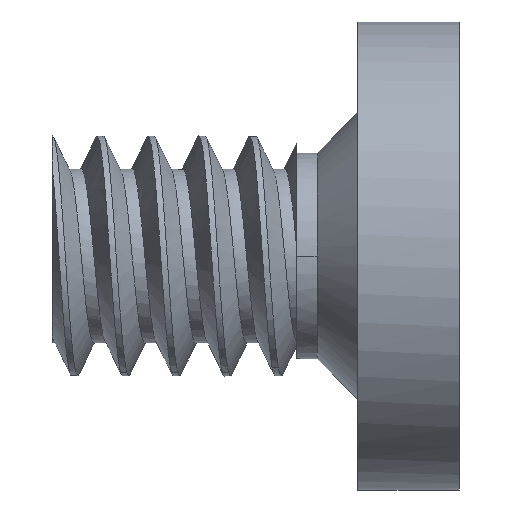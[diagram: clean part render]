
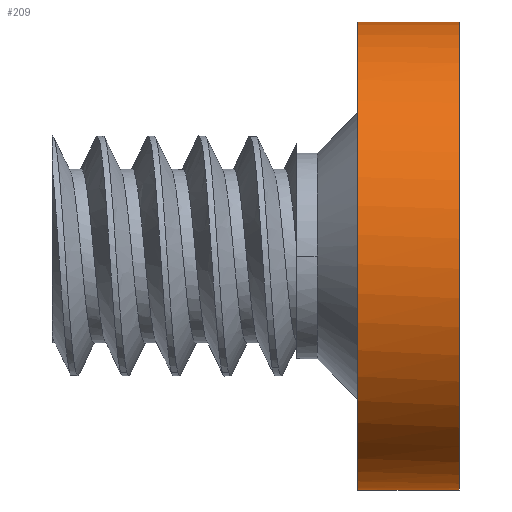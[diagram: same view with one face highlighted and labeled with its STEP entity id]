
A CAD part, left-side view. The second image highlights one B-rep face of the part: STEP entity #209.
In plain terms, the highlighted cylindrical face has radius 1.15 mm (diameter 2.3 mm), a partial arc.
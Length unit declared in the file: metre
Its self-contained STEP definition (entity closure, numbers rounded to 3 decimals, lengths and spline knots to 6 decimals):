
#209 = ADVANCED_FACE( '', ( #301 ), #302, .T. );
#301 = FACE_OUTER_BOUND( '', #1254, .T. );
#302 = CYLINDRICAL_SURFACE( '', #1255, 0.00115 );
#1254 = EDGE_LOOP( '', ( #1522, #1523, #1524, #1525 ) );
#1255 = AXIS2_PLACEMENT_3D( '', #1526, #1527, #1528 );
#1522 = ORIENTED_EDGE( '', *, *, #1644, .F. );
#1523 = ORIENTED_EDGE( '', *, *, #1640, .T. );
#1524 = ORIENTED_EDGE( '', *, *, #1646, .T. );
#1525 = ORIENTED_EDGE( '', *, *, #1734, .F. );
#1526 = CARTESIAN_POINT( '', ( 0.02491, -0.000653, 0. ) );
#1527 = DIRECTION( '', ( 0., -1., 0. ) );
#1528 = DIRECTION( '', ( 0., 0., -1. ) );
#1640 = EDGE_CURVE( '', #1760, #1761, #1762, .T. );
#1644 = EDGE_CURVE( '', #1760, #1768, #1769, .T. );
#1646 = EDGE_CURVE( '', #1761, #1770, #1772, .T. );
#1734 = EDGE_CURVE( '', #1768, #1770, #1921, .T. );
#1760 = VERTEX_POINT( '', #1959 );
#1761 = VERTEX_POINT( '', #1960 );
#1762 = B_SPLINE_CURVE_WITH_KNOTS( '', 3, ( #1961, #1962, #1963, #1964, #1965, #1966, #1967, #1968, #1969, #1970, #1971, #1972, #1973, #1974, #1975, #1976, #1977, #1978 ), .UNSPECIFIED., .F., .F., ( 4, 2, 2, 2, 2, 2, 2, 2, 4 ), ( 0., 0.125, 0.25, 0.375, 0.5, 0.625, 0.75, 0.875, 1. ), .UNSPECIFIED. );
#1768 = VERTEX_POINT( '', #2011 );
#1769 = LINE( '', #2012, #2013 );
#1770 = VERTEX_POINT( '', #2014 );
#1772 = LINE( '', #2032, #2033 );
#1921 = B_SPLINE_CURVE_WITH_KNOTS( '', 2, ( #2774, #2775, #2776, #2777, #2778, #2779, #2780, #2781, #2782, #2783, #2784, #2785, #2786, #2787, #2788, #2789, #2790 ), .UNSPECIFIED., .F., .F., ( 3, 2, 2, 2, 2, 2, 2, 2, 3 ), ( 0., 0.125, 0.25, 0.375, 0.5, 0.625, 0.75, 0.875, 1. ), .UNSPECIFIED. );
#1959 = CARTESIAN_POINT( '', ( 0.02491, -0.000153, 0.00115 ) );
#1960 = CARTESIAN_POINT( '', ( 0.02491, -0.000153, -0.00115 ) );
#1961 = CARTESIAN_POINT( '', ( 0.02491, -0.000153, 0.00115 ) );
#1962 = CARTESIAN_POINT( '', ( 0.024759, -0.000153, 0.00115 ) );
#1963 = CARTESIAN_POINT( '', ( 0.024609, -0.000153, 0.00112 ) );
#1964 = CARTESIAN_POINT( '', ( 0.024331, -0.000153, 0.001005 ) );
#1965 = CARTESIAN_POINT( '', ( 0.024203, -0.000153, 0.00092 ) );
#1966 = CARTESIAN_POINT( '', ( 0.02399, -0.000153, 0.000707 ) );
#1967 = CARTESIAN_POINT( '', ( 0.023905, -0.000153, 0.000579 ) );
#1968 = CARTESIAN_POINT( '', ( 0.02379, -0.000153, 0.000301 ) );
#1969 = CARTESIAN_POINT( '', ( 0.02376, -0.000153, 0.000151 ) );
#1970 = CARTESIAN_POINT( '', ( 0.02376, -0.000153, -0.000151 ) );
#1971 = CARTESIAN_POINT( '', ( 0.02379, -0.000153, -0.000301 ) );
#1972 = CARTESIAN_POINT( '', ( 0.023905, -0.000153, -0.000579 ) );
#1973 = CARTESIAN_POINT( '', ( 0.02399, -0.000153, -0.000707 ) );
#1974 = CARTESIAN_POINT( '', ( 0.024203, -0.000153, -0.00092 ) );
#1975 = CARTESIAN_POINT( '', ( 0.024331, -0.000153, -0.001005 ) );
#1976 = CARTESIAN_POINT( '', ( 0.024609, -0.000153, -0.00112 ) );
#1977 = CARTESIAN_POINT( '', ( 0.024759, -0.000153, -0.00115 ) );
#1978 = CARTESIAN_POINT( '', ( 0.02491, -0.000153, -0.00115 ) );
#2011 = CARTESIAN_POINT( '', ( 0.02491, -0.000653, 0.00115 ) );
#2012 = CARTESIAN_POINT( '', ( 0.02491, -0.000153, 0.00115 ) );
#2013 = VECTOR( '', #2885, 1. );
#2014 = CARTESIAN_POINT( '', ( 0.02491, -0.000653, -0.00115 ) );
#2032 = CARTESIAN_POINT( '', ( 0.02491, -0.000153, -0.00115 ) );
#2033 = VECTOR( '', #2886, 1. );
#2774 = CARTESIAN_POINT( '', ( 0.02491, -0.000653, 0.00115 ) );
#2775 = CARTESIAN_POINT( '', ( 0.024682, -0.000653, 0.00115 ) );
#2776 = CARTESIAN_POINT( '', ( 0.02447, -0.000653, 0.001062 ) );
#2777 = CARTESIAN_POINT( '', ( 0.024259, -0.000653, 0.000975 ) );
#2778 = CARTESIAN_POINT( '', ( 0.024097, -0.000653, 0.000813 ) );
#2779 = CARTESIAN_POINT( '', ( 0.023935, -0.000653, 0.000652 ) );
#2780 = CARTESIAN_POINT( '', ( 0.023848, -0.000653, 0.00044 ) );
#2781 = CARTESIAN_POINT( '', ( 0.02376, -0.000653, 0.000229 ) );
#2782 = CARTESIAN_POINT( '', ( 0.02376, -0.000653, 0. ) );
#2783 = CARTESIAN_POINT( '', ( 0.02376, -0.000653, -0.000228 ) );
#2784 = CARTESIAN_POINT( '', ( 0.023848, -0.000653, -0.00044 ) );
#2785 = CARTESIAN_POINT( '', ( 0.023935, -0.000653, -0.000651 ) );
#2786 = CARTESIAN_POINT( '', ( 0.024097, -0.000653, -0.000813 ) );
#2787 = CARTESIAN_POINT( '', ( 0.024258, -0.000653, -0.000975 ) );
#2788 = CARTESIAN_POINT( '', ( 0.02447, -0.000653, -0.001062 ) );
#2789 = CARTESIAN_POINT( '', ( 0.024681, -0.000653, -0.00115 ) );
#2790 = CARTESIAN_POINT( '', ( 0.02491, -0.000653, -0.00115 ) );
#2885 = DIRECTION( '', ( 0., -1., 0. ) );
#2886 = DIRECTION( '', ( 0., -1., 0. ) );
